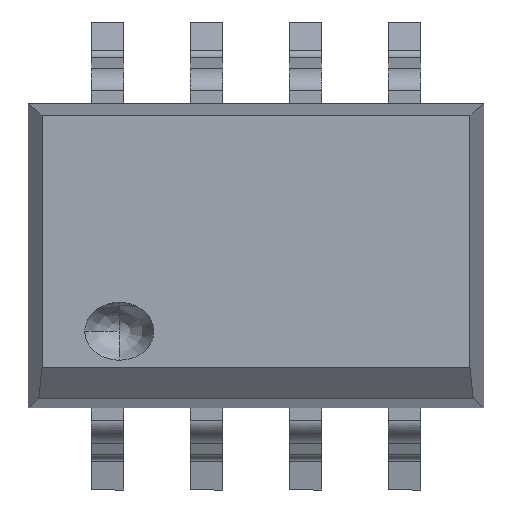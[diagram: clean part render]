
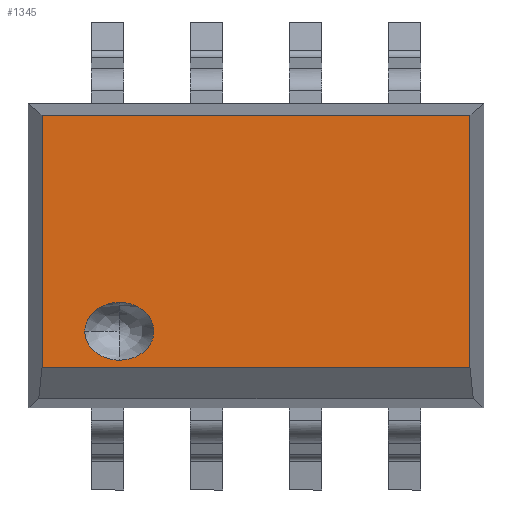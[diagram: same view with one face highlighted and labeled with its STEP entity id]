
A CAD part, top view. The second image highlights one B-rep face of the part: STEP entity #1345.
In plain terms, the highlighted planar face has unit normal (0, 0, 1).
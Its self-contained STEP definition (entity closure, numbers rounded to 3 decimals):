
#22 = DIRECTION ( 'NONE',  ( 0., 0., -1. ) ) ;
#76 = CARTESIAN_POINT ( 'NONE',  ( 2.743, 1.801, 3.478 ) ) ;
#120 = ORIENTED_EDGE ( 'NONE', *, *, #3223, .T. ) ;
#138 = VERTEX_POINT ( 'NONE', #1162 ) ;
#386 = PLANE ( 'NONE',  #4500 ) ;
#535 = ORIENTED_EDGE ( 'NONE', *, *, #5122, .F. ) ;
#556 = LINE ( 'NONE', #6752, #3778 ) ;
#614 = CARTESIAN_POINT ( 'NONE',  ( 2.92, 1.95, 3.478 ) ) ;
#725 = CARTESIAN_POINT ( 'NONE',  ( 2.92, -1.431, 3.478 ) ) ;
#731 = CARTESIAN_POINT ( 'NONE',  ( -2.195, -1.156, 3.478 ) ) ;
#835 = CARTESIAN_POINT ( 'NONE',  ( -1.457, -1.342, 3.478 ) ) ;
#933 = VECTOR ( 'NONE', #5856, 1000. ) ;
#1147 = CARTESIAN_POINT ( 'NONE',  ( -2.047, -1.342, 3.478 ) ) ;
#1162 = CARTESIAN_POINT ( 'NONE',  ( -2.195, -0.97, 3.478 ) ) ;
#1292 = ORIENTED_EDGE ( 'NONE', *, *, #6115, .F. ) ;
#1345 = ADVANCED_FACE ( 'NONE', ( #3496, #5065 ), #386, .F. ) ;
#1475 = CARTESIAN_POINT ( 'NONE',  ( -1.457, -0.598, 3.478 ) ) ;
#1496 = ORIENTED_EDGE ( 'NONE', *, *, #2322, .F. ) ;
#1954 = CARTESIAN_POINT ( 'NONE',  ( -1.752, -0.598, 3.478 ) ) ;
#1984 = CARTESIAN_POINT ( 'NONE',  ( -2.195, -0.97, 3.478 ) ) ;
#2039 = DIRECTION ( 'NONE',  ( -1., 0., 0. ) ) ;
#2202 = VERTEX_POINT ( 'NONE', #3738 ) ;
#2230 = VERTEX_POINT ( 'NONE', #4717 ) ;
#2322 = EDGE_CURVE ( 'NONE', #4515, #2230, #2397, .T. ) ;
#2345 = CARTESIAN_POINT ( 'NONE',  ( -1.752, -0.598, 3.478 ) ) ;
#2397 = LINE ( 'NONE', #725, #3554 ) ;
#2515 = ORIENTED_EDGE ( 'NONE', *, *, #2746, .F. ) ;
#2553 = DIRECTION ( 'NONE',  ( 0., -1., 0. ) ) ;
#2624 = EDGE_CURVE ( 'NONE', #3460, #2202, #556, .T. ) ;
#2701 = DIRECTION ( 'NONE',  ( -1., 0., 0. ) ) ;
#2746 = EDGE_CURVE ( 'NONE', #138, #5696, #5551, .T. ) ;
#2802 = CARTESIAN_POINT ( 'NONE',  ( 2.743, -1.431, 3.478 ) ) ;
#2804 = DIRECTION ( 'NONE',  ( -1., 0., 0. ) ) ;
#3143 = LINE ( 'NONE', #6754, #6248 ) ;
#3223 = EDGE_CURVE ( 'NONE', #2202, #2230, #5921, .T. ) ;
#3287 = CARTESIAN_POINT ( 'NONE',  ( -1.752, -1.342, 3.478 ) ) ;
#3302 =( BOUNDED_CURVE ( )  B_SPLINE_CURVE ( 3, ( #1954, #5605, #4029, #1984 ),
 .UNSPECIFIED., .F., .T. ) 
 B_SPLINE_CURVE_WITH_KNOTS ( ( 4, 4 ),
 ( 0., 0.001 ),
 .UNSPECIFIED. ) 
 CURVE ( )  GEOMETRIC_REPRESENTATION_ITEM ( )  RATIONAL_B_SPLINE_CURVE ( ( 0.268, 0.268, 0.357, 0.536 ) ) 
 REPRESENTATION_ITEM ( '' )  );
#3372 = ORIENTED_EDGE ( 'NONE', *, *, #6719, .F. ) ;
#3448 = CARTESIAN_POINT ( 'NONE',  ( -1.309, -1.156, 3.478 ) ) ;
#3460 = VERTEX_POINT ( 'NONE', #76 ) ;
#3496 = FACE_OUTER_BOUND ( 'NONE', #3621, .T. ) ;
#3547 = CARTESIAN_POINT ( 'NONE',  ( -1.309, -0.784, 3.478 ) ) ;
#3554 = VECTOR ( 'NONE', #2804, 1000. ) ;
#3621 = EDGE_LOOP ( 'NONE', ( #1292, #6632, #120, #1496 ) ) ;
#3738 = CARTESIAN_POINT ( 'NONE',  ( -2.743, 1.801, 3.478 ) ) ;
#3778 = VECTOR ( 'NONE', #2039, 1000. ) ;
#3961 = CARTESIAN_POINT ( 'NONE',  ( -1.309, -0.97, 3.478 ) ) ;
#4029 = CARTESIAN_POINT ( 'NONE',  ( -2.195, -0.784, 3.478 ) ) ;
#4257 = CARTESIAN_POINT ( 'NONE',  ( -2.743, 1.95, 3.478 ) ) ;
#4452 = CARTESIAN_POINT ( 'NONE',  ( -1.752, -0.598, 3.478 ) ) ;
#4500 = AXIS2_PLACEMENT_3D ( 'NONE', #614, #22, #2701 ) ;
#4515 = VERTEX_POINT ( 'NONE', #2802 ) ;
#4717 = CARTESIAN_POINT ( 'NONE',  ( -2.743, -1.431, 3.478 ) ) ;
#5065 = FACE_BOUND ( 'NONE', #6786, .T. ) ;
#5122 = EDGE_CURVE ( 'NONE', #6666, #138, #3302, .T. ) ;
#5551 =( BOUNDED_CURVE ( )  B_SPLINE_CURVE ( 3, ( #5835, #731, #1147, #3287 ),
 .UNSPECIFIED., .F., .T. ) 
 B_SPLINE_CURVE_WITH_KNOTS ( ( 4, 4 ),
 ( 0., 0.001 ),
 .UNSPECIFIED. ) 
 CURVE ( )  GEOMETRIC_REPRESENTATION_ITEM ( )  RATIONAL_B_SPLINE_CURVE ( ( 0.536, 0.357, 0.268, 0.268 ) ) 
 REPRESENTATION_ITEM ( '' )  );
#5605 = CARTESIAN_POINT ( 'NONE',  ( -2.047, -0.598, 3.478 ) ) ;
#5696 = VERTEX_POINT ( 'NONE', #5784 ) ;
#5784 = CARTESIAN_POINT ( 'NONE',  ( -1.752, -1.342, 3.478 ) ) ;
#5835 = CARTESIAN_POINT ( 'NONE',  ( -2.195, -0.97, 3.478 ) ) ;
#5856 = DIRECTION ( 'NONE',  ( 0., -1., 0. ) ) ;
#5921 = LINE ( 'NONE', #4257, #933 ) ;
#6115 = EDGE_CURVE ( 'NONE', #3460, #4515, #3143, .T. ) ;
#6159 = CARTESIAN_POINT ( 'NONE',  ( -1.752, -1.342, 3.478 ) ) ;
#6248 = VECTOR ( 'NONE', #2553, 1000. ) ;
#6515 =( BOUNDED_CURVE ( )  B_SPLINE_CURVE ( 3, ( #6159, #835, #3448, #3961, #3547, #1475, #4452 ),
 .UNSPECIFIED., .F., .T. ) 
 B_SPLINE_CURVE_WITH_KNOTS ( ( 4, 3, 4 ),
 ( 0., 0.001, 0.001 ),
 .UNSPECIFIED. ) 
 CURVE ( )  GEOMETRIC_REPRESENTATION_ITEM ( )  RATIONAL_B_SPLINE_CURVE ( ( 0.268, 0.268, 0.357, 0.536, 0.357, 0.268, 0.268 ) ) 
 REPRESENTATION_ITEM ( '' )  );
#6632 = ORIENTED_EDGE ( 'NONE', *, *, #2624, .T. ) ;
#6666 = VERTEX_POINT ( 'NONE', #2345 ) ;
#6719 = EDGE_CURVE ( 'NONE', #5696, #6666, #6515, .T. ) ;
#6752 = CARTESIAN_POINT ( 'NONE',  ( 2.92, 1.801, 3.478 ) ) ;
#6754 = CARTESIAN_POINT ( 'NONE',  ( 2.743, -1.95, 3.478 ) ) ;
#6786 = EDGE_LOOP ( 'NONE', ( #2515, #535, #3372 ) ) ;
